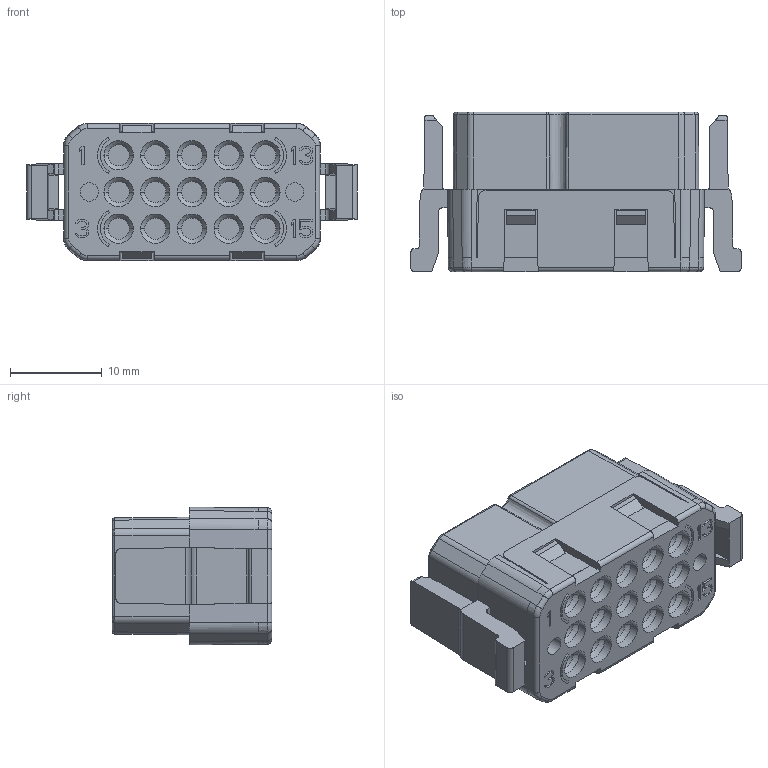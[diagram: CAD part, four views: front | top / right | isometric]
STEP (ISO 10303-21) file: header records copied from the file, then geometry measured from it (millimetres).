
FILE_DESCRIPTION((''),'2;1');
FILE_NAME('ZL-015-FA','2022-06-29T',('cc.ye'),(''),'PRO/ENGINEER BY PARAMETRIC TECHNOLOGY CORPORATION, 2010280','PRO/ENGINEER BY PARAMETRIC TECHNOLOGY CORPORATION, 2010280','');
FILE_SCHEMA(('AUTOMOTIVE_DESIGN { 1 0 10303 214 1 1 1 1 }'));
Length unit declared in the file: millimetre
Products named in the file (1): ZL-015-FA
Bounding box: 36.03 x 17.4 x 15 mm (x, y, z)
Volume: 6242.1 mm3; surface area: 4870.1 mm2
Topology: 1 solids, 13 shells, 1022 faces, 2650 edges, 1710 vertices
Faces by surface type: plane 665, cylinder 243, cone 83, bspline 14, torus 11, sphere 6
Entity records: 38480 total; most frequent: CARTESIAN_POINT 6774, ORIENTED_EDGE 5300, DIRECTION 4893, EDGE_CURVE 2650, VECTOR 2003, LINE 2003, VERTEX_POINT 1710, AXIS2_PLACEMENT_3D 1445
